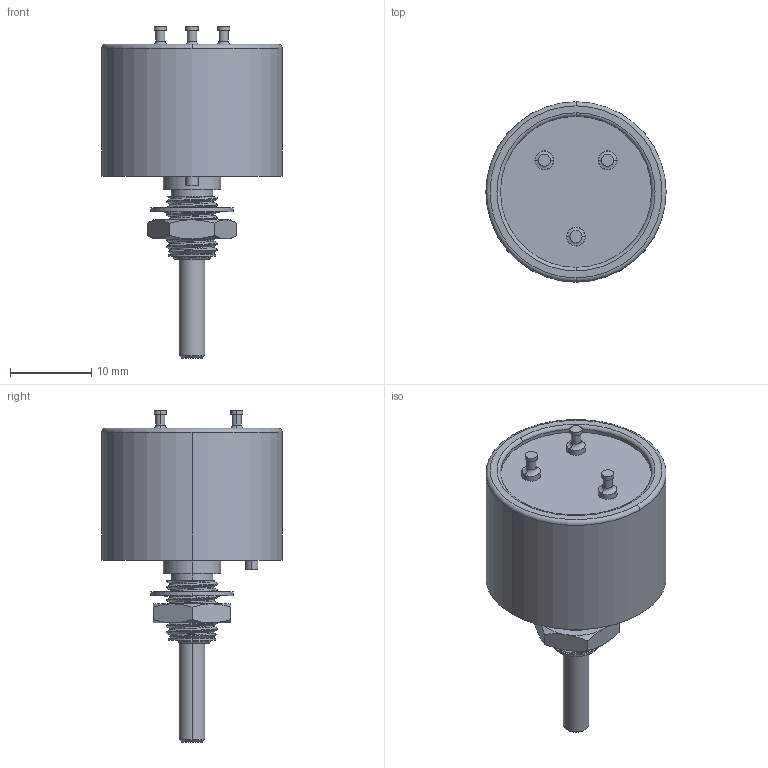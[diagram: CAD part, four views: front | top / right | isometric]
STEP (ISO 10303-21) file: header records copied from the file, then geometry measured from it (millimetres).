
FILE_DESCRIPTION((''),'2;1');
FILE_NAME('8151-2-X_SW0001','2016-05-03T',('bmozley'),(''),'CREO PARAMETRIC BY PTC INC, 2016050','CREO PARAMETRIC BY PTC INC, 2016050','');
FILE_SCHEMA(('CONFIG_CONTROL_DESIGN'));
Length unit declared in the file: inch
Products named in the file (1): 8151-2-X_SW0001
Bounding box: 22.23 x 22.23 x 40.94 mm (x, y, z)
Volume: 6539.7 mm3; surface area: 3613.5 mm2
Topology: 2 solids, 2 shells, 679 faces, 1670 edges, 1093 vertices
Faces by surface type: plane 295, cylinder 286, bspline 69, cone 18, torus 11
Entity records: 28784 total; most frequent: CARTESIAN_POINT 12604, ORIENTED_EDGE 3340, DIRECTION 3298, EDGE_CURVE 1670, AXIS2_PLACEMENT_3D 1177, VERTEX_POINT 1093, VECTOR 944, LINE 944
